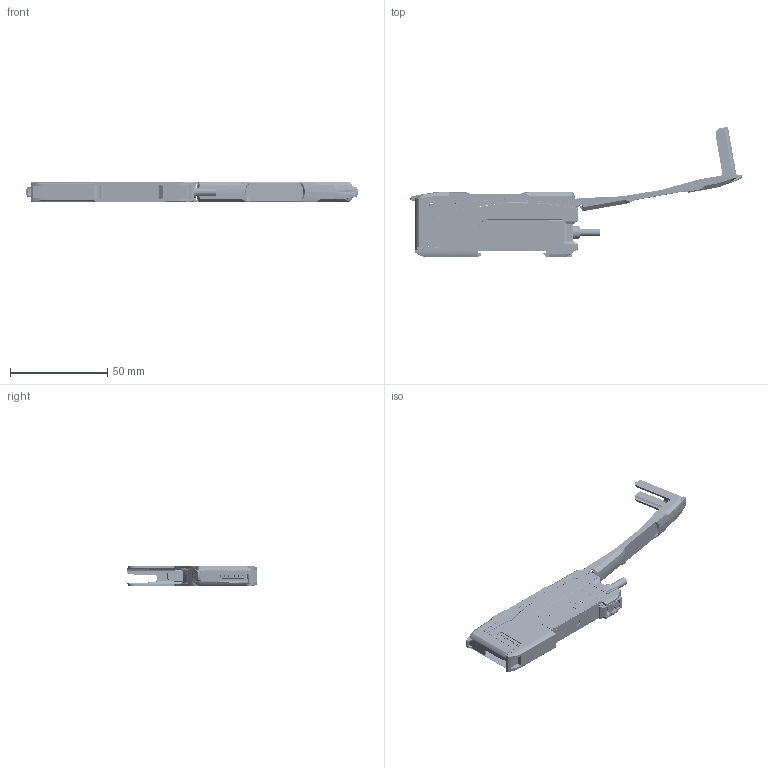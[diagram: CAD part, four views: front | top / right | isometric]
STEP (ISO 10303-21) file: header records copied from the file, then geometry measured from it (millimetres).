
FILE_DESCRIPTION(('CATIA V5 STEP'),'2;1');
FILE_NAME('MF10-P1.stp','2015-01-08T01:14:03+00:00',('none'),('none'),'CATIA Version 5 Release 19 SP 6 (IN-10)','CATIA V5 STEP AP214','none');
FILE_SCHEMA(('AUTOMOTIVE_DESIGN { 1 0 10303 214 1 1 1 1 }'));
Products named in the file (1): MF10-P1
Bounding box: 170.45 x 66.94 x 10 mm (x, y, z)
Surface area: 24310 mm2 (no closed solid volume)
Topology: 0 solids, 6172 shells, 6215 faces, 46957 edges, 46808 vertices
Faces by surface type: plane 3189, bspline 1897, cylinder 1000, revolution 129
Entity records: 606568 total; most frequent: CARTESIAN_POINT 286312, ORIENTED_EDGE 46894, EDGE_CURVE 46851, VERTEX_POINT 46808, DIRECTION 28971, B_SPLINE_CURVE_WITH_KNOTS 24820, VECTOR 18692, LINE 18692
